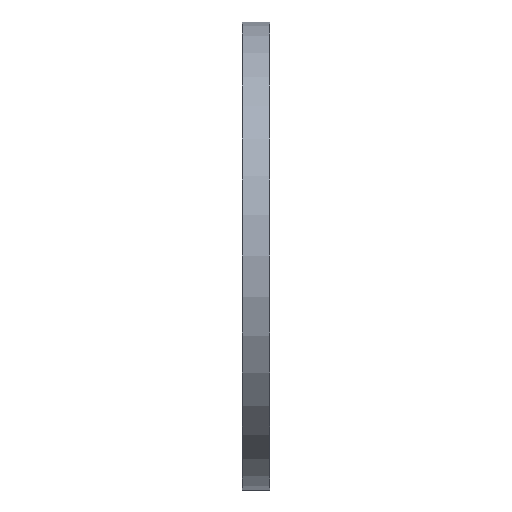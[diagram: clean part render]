
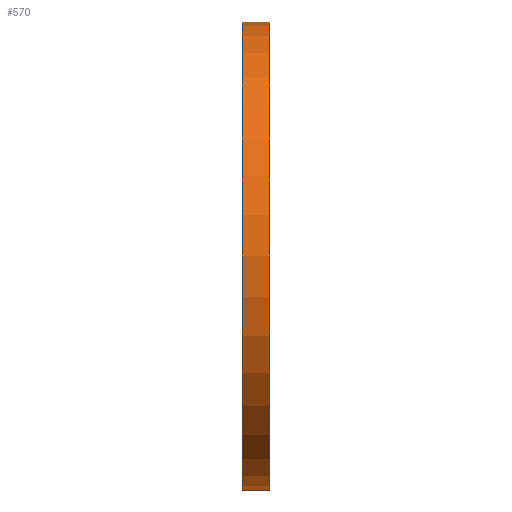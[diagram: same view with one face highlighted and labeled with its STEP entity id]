
A CAD part, left-side view. The second image highlights one B-rep face of the part: STEP entity #570.
In plain terms, the highlighted cylindrical face has radius 222.5 mm (diameter 445 mm), a partial arc.
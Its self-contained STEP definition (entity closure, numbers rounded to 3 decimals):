
#35 = CARTESIAN_POINT ( 'NONE',  ( 0., 26., -222.5 ) ) ;
#130 = VERTEX_POINT ( 'NONE', #554 ) ;
#145 = CARTESIAN_POINT ( 'NONE',  ( 0., 26., 0. ) ) ;
#197 = CARTESIAN_POINT ( 'NONE',  ( 0., 26., 222.5 ) ) ;
#213 = CYLINDRICAL_SURFACE ( 'NONE', #397, 222.5 ) ;
#267 = CARTESIAN_POINT ( 'NONE',  ( 0., 26., -222.5 ) ) ;
#276 = ORIENTED_EDGE ( 'NONE', *, *, #287, .F. ) ;
#277 = DIRECTION ( 'NONE',  ( 0., -1., 0. ) ) ;
#287 = EDGE_CURVE ( 'NONE', #814, #130, #950, .T. ) ;
#303 = VECTOR ( 'NONE', #277, 1000. ) ;
#397 = AXIS2_PLACEMENT_3D ( 'NONE', #145, #800, #727 ) ;
#398 = AXIS2_PLACEMENT_3D ( 'NONE', #733, #997, #829 ) ;
#407 = EDGE_CURVE ( 'NONE', #130, #1044, #769, .T. ) ;
#419 = ORIENTED_EDGE ( 'NONE', *, *, #407, .F. ) ;
#423 = DIRECTION ( 'NONE',  ( 0., 1., 0. ) ) ;
#493 = AXIS2_PLACEMENT_3D ( 'NONE', #999, #423, #1005 ) ;
#505 = ORIENTED_EDGE ( 'NONE', *, *, #848, .T. ) ;
#554 = CARTESIAN_POINT ( 'NONE',  ( 0., 26., 222.5 ) ) ;
#570 = ADVANCED_FACE ( 'NONE', ( #809 ), #213, .T. ) ;
#609 = DIRECTION ( 'NONE',  ( 0., -1., 0. ) ) ;
#634 = CARTESIAN_POINT ( 'NONE',  ( 0., 0., 222.5 ) ) ;
#677 = EDGE_CURVE ( 'NONE', #908, #1044, #862, .T. ) ;
#684 = EDGE_LOOP ( 'NONE', ( #419, #276, #505, #935 ) ) ;
#727 = DIRECTION ( 'NONE',  ( 0., 0., -1. ) ) ;
#733 = CARTESIAN_POINT ( 'NONE',  ( 0., 0., 0. ) ) ;
#769 = LINE ( 'NONE', #197, #1046 ) ;
#800 = DIRECTION ( 'NONE',  ( 0., -1., 0. ) ) ;
#809 = FACE_OUTER_BOUND ( 'NONE', #684, .T. ) ;
#814 = VERTEX_POINT ( 'NONE', #35 ) ;
#829 = DIRECTION ( 'NONE',  ( 0., 0., 1. ) ) ;
#848 = EDGE_CURVE ( 'NONE', #814, #908, #1016, .T. ) ;
#862 = CIRCLE ( 'NONE', #398, 222.5 ) ;
#879 = CARTESIAN_POINT ( 'NONE',  ( 0., 0., -222.5 ) ) ;
#908 = VERTEX_POINT ( 'NONE', #879 ) ;
#935 = ORIENTED_EDGE ( 'NONE', *, *, #677, .T. ) ;
#950 = CIRCLE ( 'NONE', #493, 222.5 ) ;
#997 = DIRECTION ( 'NONE',  ( 0., 1., 0. ) ) ;
#999 = CARTESIAN_POINT ( 'NONE',  ( 0., 26., 0. ) ) ;
#1005 = DIRECTION ( 'NONE',  ( 0., 0., 1. ) ) ;
#1016 = LINE ( 'NONE', #267, #303 ) ;
#1044 = VERTEX_POINT ( 'NONE', #634 ) ;
#1046 = VECTOR ( 'NONE', #609, 1000. ) ;
